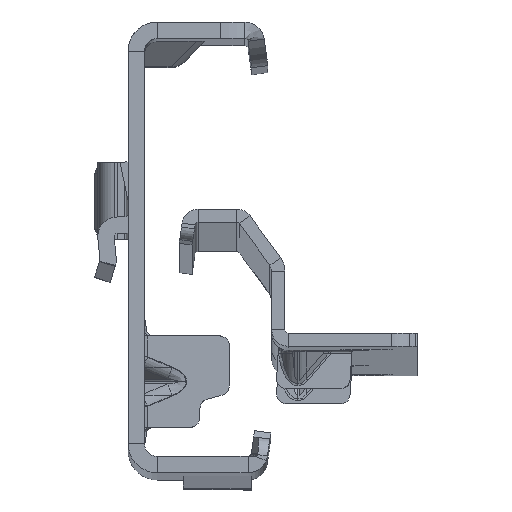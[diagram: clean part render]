
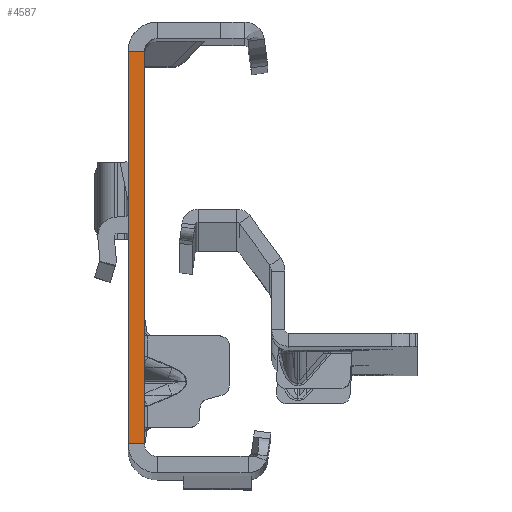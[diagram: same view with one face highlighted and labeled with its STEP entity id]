
A CAD part, top view. The second image highlights one B-rep face of the part: STEP entity #4587.
In plain terms, the highlighted planar face has unit normal (0, 0, 1).
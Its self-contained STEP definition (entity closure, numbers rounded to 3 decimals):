
#1443 = AXIS2_PLACEMENT_3D ( 'NONE', #12770, #11315, #5654 ) ;
#2674 = DIRECTION ( 'NONE',  ( 0., -1., 0. ) ) ;
#2999 = CARTESIAN_POINT ( 'NONE',  ( -2.5, -30., 0. ) ) ;
#3795 = CARTESIAN_POINT ( 'NONE',  ( 0., 30., 0. ) ) ;
#3923 = VECTOR ( 'NONE', #10743, 1000. ) ;
#4079 = LINE ( 'NONE', #3795, #3923 ) ;
#4102 = PLANE ( 'NONE',  #1443 ) ;
#4471 = VECTOR ( 'NONE', #8447, 1000. ) ;
#4587 = ADVANCED_FACE ( 'NONE', ( #8587 ), #4102, .T. ) ;
#5606 = LINE ( 'NONE', #17997, #8752 ) ;
#5654 = DIRECTION ( 'NONE',  ( 1., 0., 0. ) ) ;
#5924 = CARTESIAN_POINT ( 'NONE',  ( -2.5, 30., 0. ) ) ;
#6070 = DIRECTION ( 'NONE',  ( -1., 0., 0. ) ) ;
#6285 = VERTEX_POINT ( 'NONE', #11595 ) ;
#7779 = VECTOR ( 'NONE', #6070, 1000. ) ;
#8447 = DIRECTION ( 'NONE',  ( 0., -1., 0. ) ) ;
#8587 = FACE_OUTER_BOUND ( 'NONE', #17534, .T. ) ;
#8752 = VECTOR ( 'NONE', #2674, 1000. ) ;
#8904 = CARTESIAN_POINT ( 'NONE',  ( 0., -30., 0. ) ) ;
#9534 = CARTESIAN_POINT ( 'NONE',  ( -2.5, -32., 0. ) ) ;
#9919 = EDGE_CURVE ( 'NONE', #6285, #15638, #17271, .T. ) ;
#10743 = DIRECTION ( 'NONE',  ( -1., 0., 0. ) ) ;
#11028 = ORIENTED_EDGE ( 'NONE', *, *, #13456, .T. ) ;
#11315 = DIRECTION ( 'NONE',  ( 0., 0., 1. ) ) ;
#11595 = CARTESIAN_POINT ( 'NONE',  ( 0., -30., 0. ) ) ;
#11969 = VERTEX_POINT ( 'NONE', #13178 ) ;
#12770 = CARTESIAN_POINT ( 'NONE',  ( -2.5, -32., 0. ) ) ;
#13178 = CARTESIAN_POINT ( 'NONE',  ( 0., 30., 0. ) ) ;
#13456 = EDGE_CURVE ( 'NONE', #11969, #15630, #4079, .T. ) ;
#13849 = ORIENTED_EDGE ( 'NONE', *, *, #17897, .T. ) ;
#15230 = ORIENTED_EDGE ( 'NONE', *, *, #9919, .F. ) ;
#15630 = VERTEX_POINT ( 'NONE', #5924 ) ;
#15638 = VERTEX_POINT ( 'NONE', #2999 ) ;
#16261 = ORIENTED_EDGE ( 'NONE', *, *, #16457, .F. ) ;
#16457 = EDGE_CURVE ( 'NONE', #11969, #6285, #5606, .T. ) ;
#16625 = LINE ( 'NONE', #9534, #4471 ) ;
#17271 = LINE ( 'NONE', #8904, #7779 ) ;
#17534 = EDGE_LOOP ( 'NONE', ( #16261, #11028, #13849, #15230 ) ) ;
#17897 = EDGE_CURVE ( 'NONE', #15630, #15638, #16625, .T. ) ;
#17997 = CARTESIAN_POINT ( 'NONE',  ( 0., -32., 0. ) ) ;
